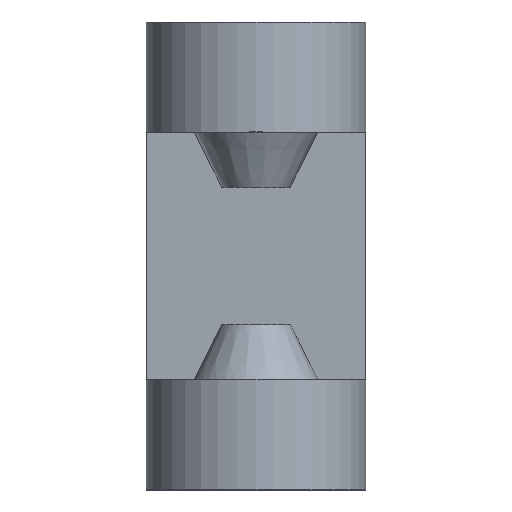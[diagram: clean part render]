
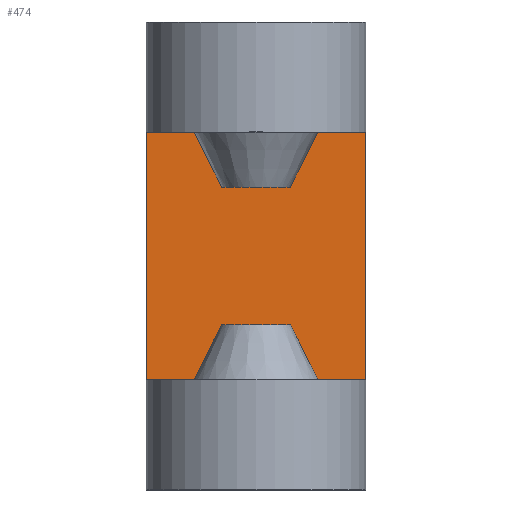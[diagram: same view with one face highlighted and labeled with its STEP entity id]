
A CAD part, top view. The second image highlights one B-rep face of the part: STEP entity #474.
In plain terms, the highlighted planar face has unit normal (0, 0, 1).
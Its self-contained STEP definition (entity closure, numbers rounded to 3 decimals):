
#102 = PLANE('',#103);
#103 = AXIS2_PLACEMENT_3D('',#104,#105,#106);
#104 = CARTESIAN_POINT('',(2.,-2.25,-2.5));
#105 = DIRECTION('',(0.,1.,0.));
#106 = DIRECTION('',(0.,0.,1.));
#122 = VERTEX_POINT('',#123);
#123 = CARTESIAN_POINT('',(-2.,-2.25,-2.5));
#138 = PLANE('',#139);
#139 = AXIS2_PLACEMENT_3D('',#140,#141,#142);
#140 = CARTESIAN_POINT('',(-2.,4.25,0.));
#141 = DIRECTION('',(1.,0.,0.));
#142 = DIRECTION('',(0.,0.,-1.));
#179 = VERTEX_POINT('',#180);
#180 = CARTESIAN_POINT('',(2.,-2.25,-2.5));
#194 = PLANE('',#195);
#195 = AXIS2_PLACEMENT_3D('',#196,#197,#198);
#196 = CARTESIAN_POINT('',(2.,4.25,0.));
#197 = DIRECTION('',(1.,0.,0.));
#198 = DIRECTION('',(0.,0.,-1.));
#206 = EDGE_CURVE('',#179,#122,#207,.T.);
#207 = SURFACE_CURVE('',#208,(#212,#219),.PCURVE_S1.);
#208 = LINE('',#209,#210);
#209 = CARTESIAN_POINT('',(2.,-2.25,-2.5));
#210 = VECTOR('',#211,1.);
#211 = DIRECTION('',(-1.,0.,0.));
#212 = PCURVE('',#102,#213);
#213 = DEFINITIONAL_REPRESENTATION('',(#214),#218);
#214 = LINE('',#215,#216);
#215 = CARTESIAN_POINT('',(0.,0.));
#216 = VECTOR('',#217,1.);
#217 = DIRECTION('',(0.,-1.));
#218 = ( GEOMETRIC_REPRESENTATION_CONTEXT(2) 
PARAMETRIC_REPRESENTATION_CONTEXT() REPRESENTATION_CONTEXT('2D SPACE',''
  ) );
#219 = PCURVE('',#220,#225);
#220 = PLANE('',#221);
#221 = AXIS2_PLACEMENT_3D('',#222,#223,#224);
#222 = CARTESIAN_POINT('',(2.,2.25,-2.5));
#223 = DIRECTION('',(0.,0.,1.));
#224 = DIRECTION('',(0.,-1.,0.));
#225 = DEFINITIONAL_REPRESENTATION('',(#226),#230);
#226 = LINE('',#227,#228);
#227 = CARTESIAN_POINT('',(4.5,0.));
#228 = VECTOR('',#229,1.);
#229 = DIRECTION('',(0.,-1.));
#230 = ( GEOMETRIC_REPRESENTATION_CONTEXT(2) 
PARAMETRIC_REPRESENTATION_CONTEXT() REPRESENTATION_CONTEXT('2D SPACE',''
  ) );
#297 = VERTEX_POINT('',#298);
#298 = CARTESIAN_POINT('',(-2.,2.25,-2.5));
#311 = PLANE('',#312);
#312 = AXIS2_PLACEMENT_3D('',#313,#314,#315);
#313 = CARTESIAN_POINT('',(2.,2.25,3.5));
#314 = DIRECTION('',(0.,-1.,0.));
#315 = DIRECTION('',(0.,0.,-1.));
#322 = EDGE_CURVE('',#297,#122,#323,.T.);
#323 = SURFACE_CURVE('',#324,(#328,#334),.PCURVE_S1.);
#324 = LINE('',#325,#326);
#325 = CARTESIAN_POINT('',(-2.,3.25,-2.5));
#326 = VECTOR('',#327,1.);
#327 = DIRECTION('',(0.,-1.,0.));
#328 = PCURVE('',#138,#329);
#329 = DEFINITIONAL_REPRESENTATION('',(#330),#333);
#330 = B_SPLINE_CURVE_WITH_KNOTS('',1,(#331,#332),.UNSPECIFIED.,.F.,.F.,
  (2,2),(1.,5.5),.PIECEWISE_BEZIER_KNOTS.);
#331 = CARTESIAN_POINT('',(2.5,-2.));
#332 = CARTESIAN_POINT('',(2.5,-6.5));
#333 = ( GEOMETRIC_REPRESENTATION_CONTEXT(2) 
PARAMETRIC_REPRESENTATION_CONTEXT() REPRESENTATION_CONTEXT('2D SPACE',''
  ) );
#334 = PCURVE('',#220,#335);
#335 = DEFINITIONAL_REPRESENTATION('',(#336),#339);
#336 = B_SPLINE_CURVE_WITH_KNOTS('',1,(#337,#338),.UNSPECIFIED.,.F.,.F.,
  (2,2),(1.,5.5),.PIECEWISE_BEZIER_KNOTS.);
#337 = CARTESIAN_POINT('',(0.,-4.));
#338 = CARTESIAN_POINT('',(4.5,-4.));
#339 = ( GEOMETRIC_REPRESENTATION_CONTEXT(2) 
PARAMETRIC_REPRESENTATION_CONTEXT() REPRESENTATION_CONTEXT('2D SPACE',''
  ) );
#474 = ADVANCED_FACE('',(#475),#220,.T.);
#475 = FACE_BOUND('',#476,.T.);
#476 = EDGE_LOOP('',(#477,#500,#501,#502));
#477 = ORIENTED_EDGE('',*,*,#478,.T.);
#478 = EDGE_CURVE('',#479,#297,#481,.T.);
#479 = VERTEX_POINT('',#480);
#480 = CARTESIAN_POINT('',(2.,2.25,-2.5));
#481 = SURFACE_CURVE('',#482,(#486,#493),.PCURVE_S1.);
#482 = LINE('',#483,#484);
#483 = CARTESIAN_POINT('',(2.,2.25,-2.5));
#484 = VECTOR('',#485,1.);
#485 = DIRECTION('',(-1.,0.,0.));
#486 = PCURVE('',#220,#487);
#487 = DEFINITIONAL_REPRESENTATION('',(#488),#492);
#488 = LINE('',#489,#490);
#489 = CARTESIAN_POINT('',(0.,0.));
#490 = VECTOR('',#491,1.);
#491 = DIRECTION('',(0.,-1.));
#492 = ( GEOMETRIC_REPRESENTATION_CONTEXT(2) 
PARAMETRIC_REPRESENTATION_CONTEXT() REPRESENTATION_CONTEXT('2D SPACE',''
  ) );
#493 = PCURVE('',#311,#494);
#494 = DEFINITIONAL_REPRESENTATION('',(#495),#499);
#495 = LINE('',#496,#497);
#496 = CARTESIAN_POINT('',(6.,0.));
#497 = VECTOR('',#498,1.);
#498 = DIRECTION('',(0.,-1.));
#499 = ( GEOMETRIC_REPRESENTATION_CONTEXT(2) 
PARAMETRIC_REPRESENTATION_CONTEXT() REPRESENTATION_CONTEXT('2D SPACE',''
  ) );
#500 = ORIENTED_EDGE('',*,*,#322,.T.);
#501 = ORIENTED_EDGE('',*,*,#206,.F.);
#502 = ORIENTED_EDGE('',*,*,#503,.F.);
#503 = EDGE_CURVE('',#479,#179,#504,.T.);
#504 = SURFACE_CURVE('',#505,(#509,#516),.PCURVE_S1.);
#505 = LINE('',#506,#507);
#506 = CARTESIAN_POINT('',(2.,2.25,-2.5));
#507 = VECTOR('',#508,1.);
#508 = DIRECTION('',(0.,-1.,0.));
#509 = PCURVE('',#220,#510);
#510 = DEFINITIONAL_REPRESENTATION('',(#511),#515);
#511 = LINE('',#512,#513);
#512 = CARTESIAN_POINT('',(0.,0.));
#513 = VECTOR('',#514,1.);
#514 = DIRECTION('',(1.,0.));
#515 = ( GEOMETRIC_REPRESENTATION_CONTEXT(2) 
PARAMETRIC_REPRESENTATION_CONTEXT() REPRESENTATION_CONTEXT('2D SPACE',''
  ) );
#516 = PCURVE('',#194,#517);
#517 = DEFINITIONAL_REPRESENTATION('',(#518),#522);
#518 = LINE('',#519,#520);
#519 = CARTESIAN_POINT('',(2.5,-2.));
#520 = VECTOR('',#521,1.);
#521 = DIRECTION('',(0.,-1.));
#522 = ( GEOMETRIC_REPRESENTATION_CONTEXT(2) 
PARAMETRIC_REPRESENTATION_CONTEXT() REPRESENTATION_CONTEXT('2D SPACE',''
  ) );
